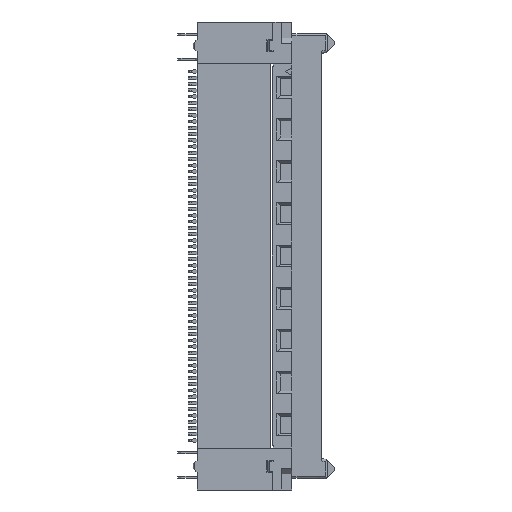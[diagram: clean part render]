
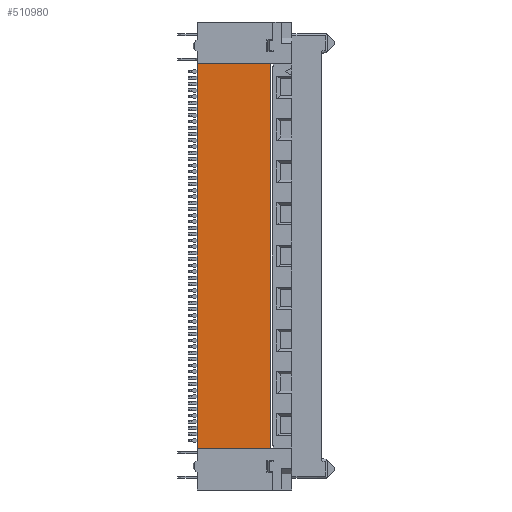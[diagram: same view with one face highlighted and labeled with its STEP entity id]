
A CAD part, left-side view. The second image highlights one B-rep face of the part: STEP entity #510980.
In plain terms, the highlighted planar face has unit normal (-1, 0, 0).
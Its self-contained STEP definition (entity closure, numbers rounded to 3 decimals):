
#30310=CARTESIAN_POINT('',(-6.923,14.231,20.175));
#30320=VERTEX_POINT('',#30310);
#30350=CARTESIAN_POINT('',(-6.923,14.331,20.175));
#30360=DIRECTION('',(0.,1.,0.));
#30370=VECTOR('',#30360,1.);
#30380=LINE('',#30350,#30370);
#30390=CARTESIAN_POINT('',(-6.923,23.681,20.175));
#30400=VERTEX_POINT('',#30390);
#30410=EDGE_CURVE('',#30320,#30400,#30380,.T.);
#227500=CARTESIAN_POINT('',(-6.923,23.681,-28.975));
#227510=VERTEX_POINT('',#227500);
#227540=CARTESIAN_POINT('',(-6.923,14.331,-28.975));
#227550=DIRECTION('',(0.,-1.,0.));
#227560=VECTOR('',#227550,1.);
#227570=LINE('',#227540,#227560);
#227580=CARTESIAN_POINT('',(-6.923,14.231,-28.975));
#227590=VERTEX_POINT('',#227580);
#227600=EDGE_CURVE('',#227510,#227590,#227570,.T.);
#498300=CARTESIAN_POINT('',(-6.923,14.231,-16.2));
#498310=DIRECTION('',(0.,0.,1.));
#498320=VECTOR('',#498310,1.);
#498330=LINE('',#498300,#498320);
#498340=EDGE_CURVE('',#227590,#30320,#498330,.T.);
#498950=CARTESIAN_POINT('',(-6.923,23.681,-16.2));
#498960=DIRECTION('',(0.,0.,1.));
#498970=VECTOR('',#498960,1.);
#498980=LINE('',#498950,#498970);
#498990=EDGE_CURVE('',#227510,#30400,#498980,.T.);
#510870=CARTESIAN_POINT('',(-6.923,23.681,3.807
));
#510880=DIRECTION('',(1.,0.,-0.));
#510890=DIRECTION('',(0.,0.,1.));
#510900=AXIS2_PLACEMENT_3D('',#510870,#510880,#510890);
#510910=PLANE('',#510900);
#510920=ORIENTED_EDGE('',*,*,#227600,.T.);
#510930=ORIENTED_EDGE('',*,*,#498990,.F.);
#510940=ORIENTED_EDGE('',*,*,#30410,.T.);
#510950=ORIENTED_EDGE('',*,*,#498340,.T.);
#510960=EDGE_LOOP('',(#510950,#510940,#510930,#510920));
#510970=FACE_OUTER_BOUND('',#510960,.T.);
#510980=ADVANCED_FACE('',(#510970),#510910,.F.);
